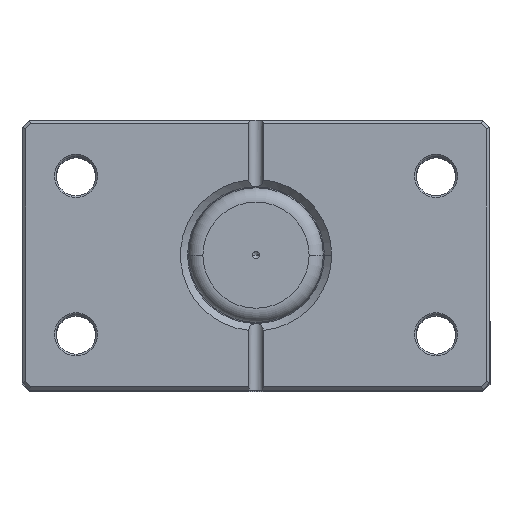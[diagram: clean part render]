
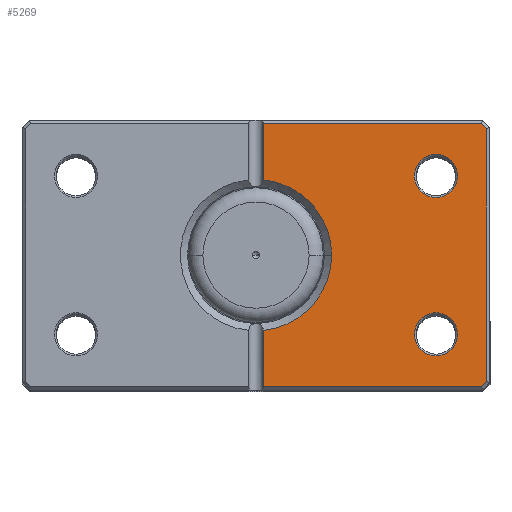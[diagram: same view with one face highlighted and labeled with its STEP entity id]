
A CAD part, top view. The second image highlights one B-rep face of the part: STEP entity #5269.
In plain terms, the highlighted face is planar.
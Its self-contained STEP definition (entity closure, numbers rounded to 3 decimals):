
#217 = CARTESIAN_POINT ( 'NONE',  ( 0., 0., 0. ) ) ;
#219 = CIRCLE ( 'NONE', #3281, 6. ) ;
#281 = EDGE_CURVE ( 'NONE', #4071, #5621, #4142, .T. ) ;
#419 = EDGE_CURVE ( 'NONE', #4335, #4856, #3679, .T. ) ;
#442 = ORIENTED_EDGE ( 'NONE', *, *, #1188, .T. ) ;
#469 = AXIS2_PLACEMENT_3D ( 'NONE', #586, #6228, #5073 ) ;
#586 = CARTESIAN_POINT ( 'NONE',  ( -50., 22., 0. ) ) ;
#700 = DIRECTION ( 'NONE',  ( 1., 0., 0. ) ) ;
#732 = CARTESIAN_POINT ( 'NONE',  ( -2., -20.905, 0. ) ) ;
#902 = VERTEX_POINT ( 'NONE', #3807 ) ;
#1113 = EDGE_CURVE ( 'NONE', #5621, #902, #4310, .T. ) ;
#1163 = CARTESIAN_POINT ( 'NONE',  ( -64., 0., 0. ) ) ;
#1170 = EDGE_CURVE ( 'NONE', #3321, #4677, #4164, .T. ) ;
#1188 = EDGE_CURVE ( 'NONE', #902, #2203, #2562, .T. ) ;
#1231 = VECTOR ( 'NONE', #5505, 1000. ) ;
#1270 = EDGE_CURVE ( 'NONE', #5500, #3574, #3406, .T. ) ;
#1283 = CARTESIAN_POINT ( 'NONE',  ( -62.586, 36.5, 0. ) ) ;
#1291 = EDGE_LOOP ( 'NONE', ( #4176, #4206 ) ) ;
#1301 = CIRCLE ( 'NONE', #4448, 21. ) ;
#1473 = VECTOR ( 'NONE', #3725, 1000. ) ;
#1491 = CARTESIAN_POINT ( 'NONE',  ( -50., -22., 0. ) ) ;
#1506 = DIRECTION ( 'NONE',  ( 0., 0., 1. ) ) ;
#1529 = DIRECTION ( 'NONE',  ( 1., 0., 0. ) ) ;
#1581 = VERTEX_POINT ( 'NONE', #3347 ) ;
#1628 = EDGE_CURVE ( 'NONE', #4677, #3321, #6209, .T. ) ;
#1645 = DIRECTION ( 'NONE',  ( 0., 1., 0. ) ) ;
#1728 = CARTESIAN_POINT ( 'NONE',  ( -50., -22., 0. ) ) ;
#1788 = CARTESIAN_POINT ( 'NONE',  ( -62.586, -36.5, 0. ) ) ;
#1805 = CARTESIAN_POINT ( 'NONE',  ( -44., 22., 0. ) ) ;
#1812 = ORIENTED_EDGE ( 'NONE', *, *, #1113, .T. ) ;
#1845 = CARTESIAN_POINT ( 'NONE',  ( -44., -22., 0. ) ) ;
#1936 = CIRCLE ( 'NONE', #2823, 21. ) ;
#1963 = DIRECTION ( 'NONE',  ( 0.707, 0.707, 0. ) ) ;
#1992 = DIRECTION ( 'NONE',  ( 1., 0., 0. ) ) ;
#2044 = CARTESIAN_POINT ( 'NONE',  ( -49.543, 49.543, 0. ) ) ;
#2086 = VECTOR ( 'NONE', #4105, 1000. ) ;
#2193 = DIRECTION ( 'NONE',  ( 0., 0., 1. ) ) ;
#2203 = VERTEX_POINT ( 'NONE', #5576 ) ;
#2204 = ORIENTED_EDGE ( 'NONE', *, *, #1270, .T. ) ;
#2210 = AXIS2_PLACEMENT_3D ( 'NONE', #1491, #1506, #1529 ) ;
#2239 = DIRECTION ( 'NONE',  ( 1., 0., 0. ) ) ;
#2494 = FACE_BOUND ( 'NONE', #5411, .T. ) ;
#2496 = ORIENTED_EDGE ( 'NONE', *, *, #4184, .T. ) ;
#2527 = ORIENTED_EDGE ( 'NONE', *, *, #6080, .T. ) ;
#2562 = LINE ( 'NONE', #5169, #1231 ) ;
#2563 = LINE ( 'NONE', #5008, #4694 ) ;
#2606 = ORIENTED_EDGE ( 'NONE', *, *, #3280, .T. ) ;
#2699 = LINE ( 'NONE', #1163, #5148 ) ;
#2823 = AXIS2_PLACEMENT_3D ( 'NONE', #5125, #2193, #5594 ) ;
#2851 = ORIENTED_EDGE ( 'NONE', *, *, #5484, .T. ) ;
#2853 = VECTOR ( 'NONE', #3448, 1000. ) ;
#2954 = PLANE ( 'NONE',  #3270 ) ;
#3017 = CARTESIAN_POINT ( 'NONE',  ( 0., 36.5, 0. ) ) ;
#3270 = AXIS2_PLACEMENT_3D ( 'NONE', #4445, #4934, #1992 ) ;
#3280 = EDGE_CURVE ( 'NONE', #4856, #4335, #219, .T. ) ;
#3281 = AXIS2_PLACEMENT_3D ( 'NONE', #1728, #5162, #2239 ) ;
#3321 = VERTEX_POINT ( 'NONE', #5610 ) ;
#3347 = CARTESIAN_POINT ( 'NONE',  ( -21., 0., 0. ) ) ;
#3406 = LINE ( 'NONE', #3529, #2086 ) ;
#3448 = DIRECTION ( 'NONE',  ( 1., 0., 0. ) ) ;
#3529 = CARTESIAN_POINT ( 'NONE',  ( -2., 37.5, 0. ) ) ;
#3574 = VERTEX_POINT ( 'NONE', #4224 ) ;
#3604 = VERTEX_POINT ( 'NONE', #1788 ) ;
#3647 = DIRECTION ( 'NONE',  ( 0., 0., 1. ) ) ;
#3679 = CIRCLE ( 'NONE', #2210, 6. ) ;
#3725 = DIRECTION ( 'NONE',  ( -1., 0., 0. ) ) ;
#3736 = ORIENTED_EDGE ( 'NONE', *, *, #281, .T. ) ;
#3807 = CARTESIAN_POINT ( 'NONE',  ( -2., 36.5, 0. ) ) ;
#3857 = EDGE_LOOP ( 'NONE', ( #442, #2851, #2527, #2204, #2496, #4455, #3892, #3736, #1812 ) ) ;
#3892 = ORIENTED_EDGE ( 'NONE', *, *, #5439, .T. ) ;
#3998 = VECTOR ( 'NONE', #1963, 1000. ) ;
#4044 = EDGE_CURVE ( 'NONE', #3604, #5343, #2563, .T. ) ;
#4059 = DIRECTION ( 'NONE',  ( -0.707, 0.707, 0. ) ) ;
#4071 = VERTEX_POINT ( 'NONE', #5524 ) ;
#4105 = DIRECTION ( 'NONE',  ( 0., -1., 0. ) ) ;
#4142 = LINE ( 'NONE', #2044, #3998 ) ;
#4164 = CIRCLE ( 'NONE', #4454, 6. ) ;
#4176 = ORIENTED_EDGE ( 'NONE', *, *, #1170, .T. ) ;
#4184 = EDGE_CURVE ( 'NONE', #3574, #3604, #4232, .T. ) ;
#4206 = ORIENTED_EDGE ( 'NONE', *, *, #1628, .T. ) ;
#4224 = CARTESIAN_POINT ( 'NONE',  ( -2., -36.5, 0. ) ) ;
#4232 = LINE ( 'NONE', #6109, #1473 ) ;
#4310 = LINE ( 'NONE', #3017, #2853 ) ;
#4335 = VERTEX_POINT ( 'NONE', #1845 ) ;
#4390 = ORIENTED_EDGE ( 'NONE', *, *, #419, .T. ) ;
#4445 = CARTESIAN_POINT ( 'NONE',  ( 0., 0., 0. ) ) ;
#4448 = AXIS2_PLACEMENT_3D ( 'NONE', #217, #3647, #700 ) ;
#4454 = AXIS2_PLACEMENT_3D ( 'NONE', #4871, #4918, #4942 ) ;
#4455 = ORIENTED_EDGE ( 'NONE', *, *, #4044, .T. ) ;
#4462 = CARTESIAN_POINT ( 'NONE',  ( -56., -22., 0. ) ) ;
#4677 = VERTEX_POINT ( 'NONE', #1805 ) ;
#4694 = VECTOR ( 'NONE', #4059, 1000. ) ;
#4856 = VERTEX_POINT ( 'NONE', #4462 ) ;
#4871 = CARTESIAN_POINT ( 'NONE',  ( -50., 22., 0. ) ) ;
#4918 = DIRECTION ( 'NONE',  ( 0., 0., 1. ) ) ;
#4934 = DIRECTION ( 'NONE',  ( 0., 0., 1. ) ) ;
#4942 = DIRECTION ( 'NONE',  ( 1., 0., 0. ) ) ;
#4943 = FACE_OUTER_BOUND ( 'NONE', #3857, .T. ) ;
#5008 = CARTESIAN_POINT ( 'NONE',  ( -49.543, -49.543, 0. ) ) ;
#5073 = DIRECTION ( 'NONE',  ( 1., 0., 0. ) ) ;
#5077 = FACE_BOUND ( 'NONE', #1291, .T. ) ;
#5125 = CARTESIAN_POINT ( 'NONE',  ( 0., 0., 0. ) ) ;
#5148 = VECTOR ( 'NONE', #1645, 1000. ) ;
#5162 = DIRECTION ( 'NONE',  ( 0., 0., 1. ) ) ;
#5169 = CARTESIAN_POINT ( 'NONE',  ( -2., 37.5, 0. ) ) ;
#5269 = ADVANCED_FACE ( 'NONE', ( #2494, #5077, #4943 ), #2954, .F. ) ;
#5343 = VERTEX_POINT ( 'NONE', #5480 ) ;
#5411 = EDGE_LOOP ( 'NONE', ( #2606, #4390 ) ) ;
#5439 = EDGE_CURVE ( 'NONE', #5343, #4071, #2699, .T. ) ;
#5480 = CARTESIAN_POINT ( 'NONE',  ( -64., -35.086, 0. ) ) ;
#5484 = EDGE_CURVE ( 'NONE', #2203, #1581, #1936, .T. ) ;
#5500 = VERTEX_POINT ( 'NONE', #732 ) ;
#5505 = DIRECTION ( 'NONE',  ( 0., -1., 0. ) ) ;
#5524 = CARTESIAN_POINT ( 'NONE',  ( -64., 35.086, 0. ) ) ;
#5576 = CARTESIAN_POINT ( 'NONE',  ( -2., 20.905, 0. ) ) ;
#5594 = DIRECTION ( 'NONE',  ( 1., 0., 0. ) ) ;
#5610 = CARTESIAN_POINT ( 'NONE',  ( -56., 22., 0. ) ) ;
#5621 = VERTEX_POINT ( 'NONE', #1283 ) ;
#6080 = EDGE_CURVE ( 'NONE', #1581, #5500, #1301, .T. ) ;
#6109 = CARTESIAN_POINT ( 'NONE',  ( 0., -36.5, 0. ) ) ;
#6209 = CIRCLE ( 'NONE', #469, 6. ) ;
#6228 = DIRECTION ( 'NONE',  ( 0., 0., 1. ) ) ;
